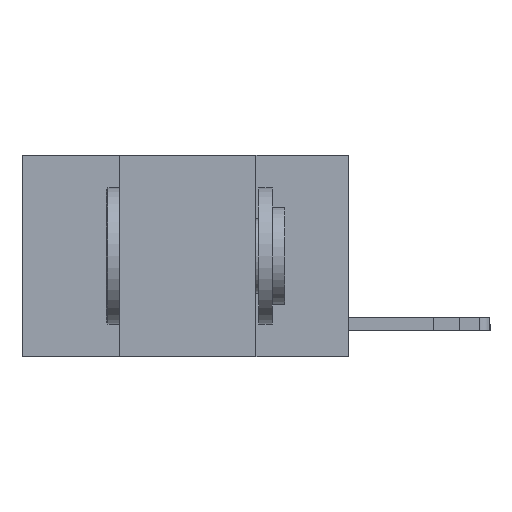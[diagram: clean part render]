
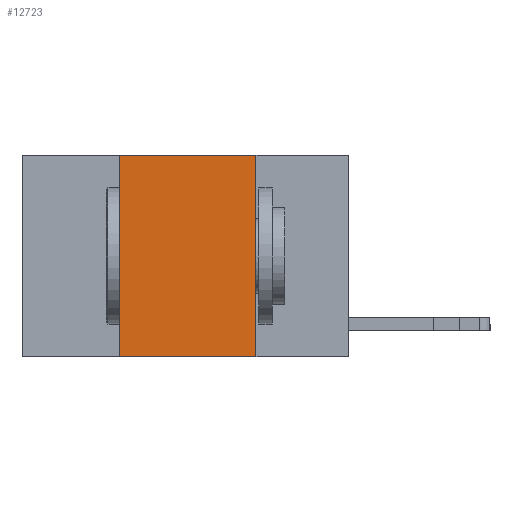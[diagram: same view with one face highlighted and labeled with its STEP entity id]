
A CAD part, left-side view. The second image highlights one B-rep face of the part: STEP entity #12723.
In plain terms, the highlighted planar face has unit normal (-1, 0, 0).
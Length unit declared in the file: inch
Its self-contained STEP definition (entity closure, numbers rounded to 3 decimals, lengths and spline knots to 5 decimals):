
#534 = EDGE_LOOP ( 'NONE', ( #8326, #13043, #14953, #13691 ) ) ;
#1203 = DIRECTION ( 'NONE',  ( 0., 0., -1. ) ) ;
#1372 = DIRECTION ( 'NONE',  ( 0., -1., 0. ) ) ;
#1826 = DIRECTION ( 'NONE',  ( 0., 0., -1. ) ) ;
#2403 = CARTESIAN_POINT ( 'NONE',  ( 0., 0.42, 0. ) ) ;
#3383 = EDGE_CURVE ( 'NONE', #8292, #15275, #22867, .T. ) ;
#4930 = CARTESIAN_POINT ( 'NONE',  ( 0., 0.6, 0. ) ) ;
#5168 = LINE ( 'NONE', #12933, #12049 ) ;
#5816 = CARTESIAN_POINT ( 'NONE',  ( 0., 0.17, 0. ) ) ;
#6887 = CARTESIAN_POINT ( 'NONE',  ( 0., 0.6, 0. ) ) ;
#7135 = LINE ( 'NONE', #6887, #23622 ) ;
#8023 = AXIS2_PLACEMENT_3D ( 'NONE', #4930, #24799, #1203 ) ;
#8292 = VERTEX_POINT ( 'NONE', #24972 ) ;
#8326 = ORIENTED_EDGE ( 'NONE', *, *, #3383, .F. ) ;
#8662 = VECTOR ( 'NONE', #1826, 39.37008 ) ;
#9201 = LINE ( 'NONE', #21019, #12829 ) ;
#9540 = VERTEX_POINT ( 'NONE', #2403 ) ;
#11142 = DIRECTION ( 'NONE',  ( 0., -1., 0. ) ) ;
#11356 = DIRECTION ( 'NONE',  ( 0., 0., 1. ) ) ;
#12049 = VECTOR ( 'NONE', #11142, 39.37008 ) ;
#12723 = ADVANCED_FACE ( 'NONE', ( #24549 ), #16953, .F. ) ;
#12829 = VECTOR ( 'NONE', #11356, 39.37008 ) ;
#12926 = VERTEX_POINT ( 'NONE', #13592 ) ;
#12933 = CARTESIAN_POINT ( 'NONE',  ( 0., 0.6, -0.37 ) ) ;
#13043 = ORIENTED_EDGE ( 'NONE', *, *, #22210, .F. ) ;
#13592 = CARTESIAN_POINT ( 'NONE',  ( 0., 0.42, -0.37 ) ) ;
#13691 = ORIENTED_EDGE ( 'NONE', *, *, #22676, .T. ) ;
#14953 = ORIENTED_EDGE ( 'NONE', *, *, #19979, .F. ) ;
#15275 = VERTEX_POINT ( 'NONE', #20330 ) ;
#16953 = PLANE ( 'NONE',  #8023 ) ;
#19979 = EDGE_CURVE ( 'NONE', #12926, #9540, #9201, .T. ) ;
#20330 = CARTESIAN_POINT ( 'NONE',  ( 0., 0.17, -0.37 ) ) ;
#21019 = CARTESIAN_POINT ( 'NONE',  ( 0., 0.42, 0. ) ) ;
#22210 = EDGE_CURVE ( 'NONE', #9540, #8292, #7135, .T. ) ;
#22676 = EDGE_CURVE ( 'NONE', #12926, #15275, #5168, .T. ) ;
#22867 = LINE ( 'NONE', #5816, #8662 ) ;
#23622 = VECTOR ( 'NONE', #1372, 39.37008 ) ;
#24549 = FACE_OUTER_BOUND ( 'NONE', #534, .T. ) ;
#24799 = DIRECTION ( 'NONE',  ( 1., 0., 0. ) ) ;
#24972 = CARTESIAN_POINT ( 'NONE',  ( 0., 0.17, 0. ) ) ;
